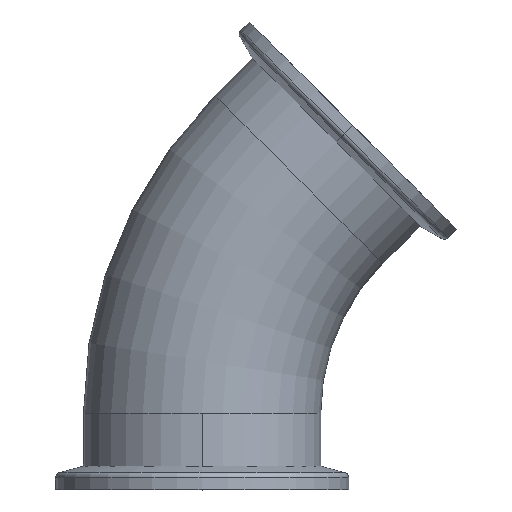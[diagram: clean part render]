
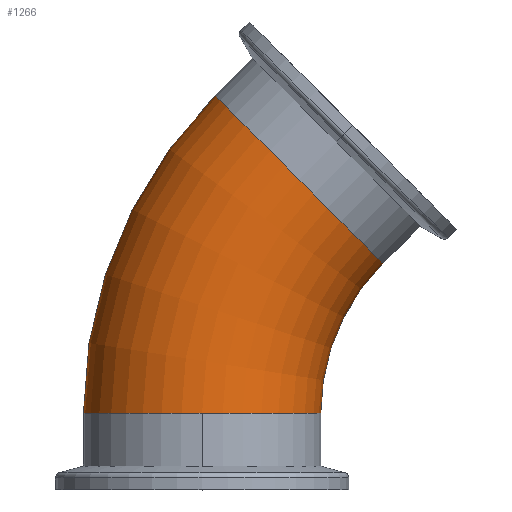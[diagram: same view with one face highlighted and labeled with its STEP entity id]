
A CAD part, top view. The second image highlights one B-rep face of the part: STEP entity #1266.
In plain terms, the highlighted toroidal (fillet/blend) face has major radius 62 mm and minor radius 22.25 mm.
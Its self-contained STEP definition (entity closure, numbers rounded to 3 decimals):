
#4 = DIRECTION ( 'NONE',  ( 0.707, 0.707, 0. ) ) ;
#81 = DIRECTION ( 'NONE',  ( -1., 0., 0. ) ) ;
#115 = AXIS2_PLACEMENT_3D ( 'NONE', #245, #390, #396 ) ;
#136 = VERTEX_POINT ( 'NONE', #936 ) ;
#142 = EDGE_CURVE ( 'NONE', #213, #136, #1617, .T. ) ;
#164 = EDGE_LOOP ( 'NONE', ( #750, #1271, #187, #231, #716 ) ) ;
#180 = EDGE_CURVE ( 'NONE', #1142, #422, #1160, .T. ) ;
#187 = ORIENTED_EDGE ( 'NONE', *, *, #762, .T. ) ;
#213 = VERTEX_POINT ( 'NONE', #1774 ) ;
#218 = CARTESIAN_POINT ( 'NONE',  ( 2.426, 73.893, 0. ) ) ;
#231 = ORIENTED_EDGE ( 'NONE', *, *, #142, .T. ) ;
#245 = CARTESIAN_POINT ( 'NONE',  ( 62., 14.319, 0. ) ) ;
#246 = TOROIDAL_SURFACE ( 'NONE', #115, 62., 22.25 ) ;
#249 = AXIS2_PLACEMENT_3D ( 'NONE', #654, #335, #1185 ) ;
#335 = DIRECTION ( 'NONE',  ( 0., 1., 0. ) ) ;
#374 = FACE_OUTER_BOUND ( 'NONE', #164, .T. ) ;
#390 = DIRECTION ( 'NONE',  ( 0., 0., -1. ) ) ;
#396 = DIRECTION ( 'NONE',  ( -1., 0., 0. ) ) ;
#418 = AXIS2_PLACEMENT_3D ( 'NONE', #488, #498, #81 ) ;
#422 = VERTEX_POINT ( 'NONE', #1441 ) ;
#425 = CARTESIAN_POINT ( 'NONE',  ( 18.159, 58.159, 0. ) ) ;
#429 = CIRCLE ( 'NONE', #249, 22.25 ) ;
#484 = CIRCLE ( 'NONE', #418, 84.25 ) ;
#488 = CARTESIAN_POINT ( 'NONE',  ( 62., 14.319, 0. ) ) ;
#498 = DIRECTION ( 'NONE',  ( 0., 0., -1. ) ) ;
#562 = DIRECTION ( 'NONE',  ( 0., 0., 1. ) ) ;
#635 = AXIS2_PLACEMENT_3D ( 'NONE', #1120, #1183, #1242 ) ;
#654 = CARTESIAN_POINT ( 'NONE',  ( 0., 14.319, 0. ) ) ;
#716 = ORIENTED_EDGE ( 'NONE', *, *, #1687, .F. ) ;
#750 = ORIENTED_EDGE ( 'NONE', *, *, #1096, .F. ) ;
#762 = EDGE_CURVE ( 'NONE', #422, #213, #429, .T. ) ;
#813 = AXIS2_PLACEMENT_3D ( 'NONE', #1734, #1731, #1468 ) ;
#936 = CARTESIAN_POINT ( 'NONE',  ( 33.893, 42.426, 0. ) ) ;
#954 = CIRCLE ( 'NONE', #1374, 22.25 ) ;
#1096 = EDGE_CURVE ( 'NONE', #1142, #1288, #484, .T. ) ;
#1120 = CARTESIAN_POINT ( 'NONE',  ( 62., 14.319, 0. ) ) ;
#1142 = VERTEX_POINT ( 'NONE', #1744 ) ;
#1160 = CIRCLE ( 'NONE', #813, 22.25 ) ;
#1183 = DIRECTION ( 'NONE',  ( 0., 0., -1. ) ) ;
#1185 = DIRECTION ( 'NONE',  ( 0., 0., 1. ) ) ;
#1242 = DIRECTION ( 'NONE',  ( -1., 0., 0. ) ) ;
#1266 = ADVANCED_FACE ( 'NONE', ( #374 ), #246, .T. ) ;
#1271 = ORIENTED_EDGE ( 'NONE', *, *, #180, .T. ) ;
#1288 = VERTEX_POINT ( 'NONE', #218 ) ;
#1374 = AXIS2_PLACEMENT_3D ( 'NONE', #425, #4, #562 ) ;
#1441 = CARTESIAN_POINT ( 'NONE',  ( 0., 14.319, 22.25 ) ) ;
#1468 = DIRECTION ( 'NONE',  ( 0., 0., 1. ) ) ;
#1617 = CIRCLE ( 'NONE', #635, 39.75 ) ;
#1687 = EDGE_CURVE ( 'NONE', #1288, #136, #954, .T. ) ;
#1731 = DIRECTION ( 'NONE',  ( 0., 1., 0. ) ) ;
#1734 = CARTESIAN_POINT ( 'NONE',  ( 0., 14.319, 0. ) ) ;
#1744 = CARTESIAN_POINT ( 'NONE',  ( -22.25, 14.319, 0. ) ) ;
#1774 = CARTESIAN_POINT ( 'NONE',  ( 22.25, 14.319, 0. ) ) ;
